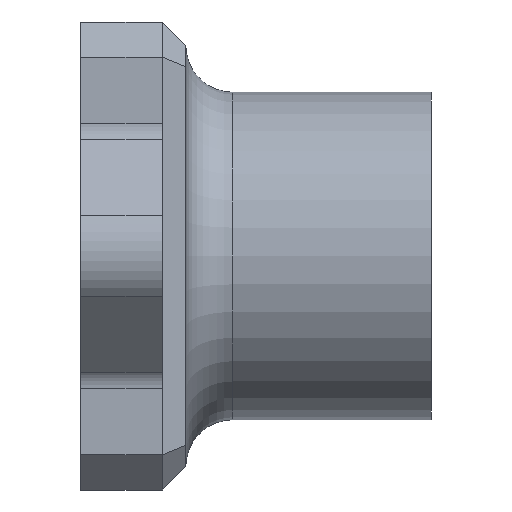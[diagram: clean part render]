
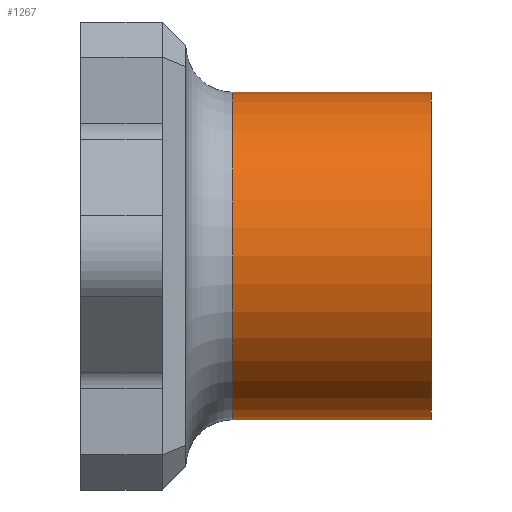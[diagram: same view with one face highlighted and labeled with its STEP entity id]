
A CAD part, front view. The second image highlights one B-rep face of the part: STEP entity #1267.
In plain terms, the highlighted cylindrical face has radius 7 mm (diameter 14 mm), a full revolution.
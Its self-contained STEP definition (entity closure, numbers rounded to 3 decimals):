
#108=FACE_OUTER_BOUND('',#187,.T.);
#187=EDGE_LOOP('',(#1050,#1051,#1052,#1053));
#313=LINE('',#2123,#435);
#435=VECTOR('',#1716,7.);
#510=CIRCLE('',#1396,7.);
#511=CIRCLE('',#1400,7.);
#616=VERTEX_POINT('',#2097);
#625=VERTEX_POINT('',#2121);
#767=EDGE_CURVE('',#616,#616,#510,.T.);
#778=EDGE_CURVE('',#625,#625,#511,.T.);
#779=EDGE_CURVE('',#625,#616,#313,.T.);
#1050=ORIENTED_EDGE('',*,*,#778,.F.);
#1051=ORIENTED_EDGE('',*,*,#779,.T.);
#1052=ORIENTED_EDGE('',*,*,#767,.F.);
#1053=ORIENTED_EDGE('',*,*,#779,.F.);
#1215=CYLINDRICAL_SURFACE('',#1399,7.);
#1267=ADVANCED_FACE('',(#108),#1215,.T.);
#1396=AXIS2_PLACEMENT_3D('',#2099,#1696,#1697);
#1399=AXIS2_PLACEMENT_3D('',#2120,#1712,#1713);
#1400=AXIS2_PLACEMENT_3D('',#2122,#1714,#1715);
#1696=DIRECTION('center_axis',(-1.,0.,0.));
#1697=DIRECTION('ref_axis',(0.,0.,1.));
#1712=DIRECTION('center_axis',(1.,0.,0.));
#1713=DIRECTION('ref_axis',(0.,0.,-1.));
#1714=DIRECTION('center_axis',(1.,0.,0.));
#1715=DIRECTION('ref_axis',(0.,0.,-1.));
#1716=DIRECTION('',(-1.,0.,0.));
#2097=CARTESIAN_POINT('',(33.248,0.,7.));
#2099=CARTESIAN_POINT('Origin',(33.248,0.,0.));
#2120=CARTESIAN_POINT('Origin',(30.748,0.,0.));
#2121=CARTESIAN_POINT('',(41.748,0.,7.));
#2122=CARTESIAN_POINT('Origin',(41.748,0.,0.));
#2123=CARTESIAN_POINT('',(30.748,0.,7.));
